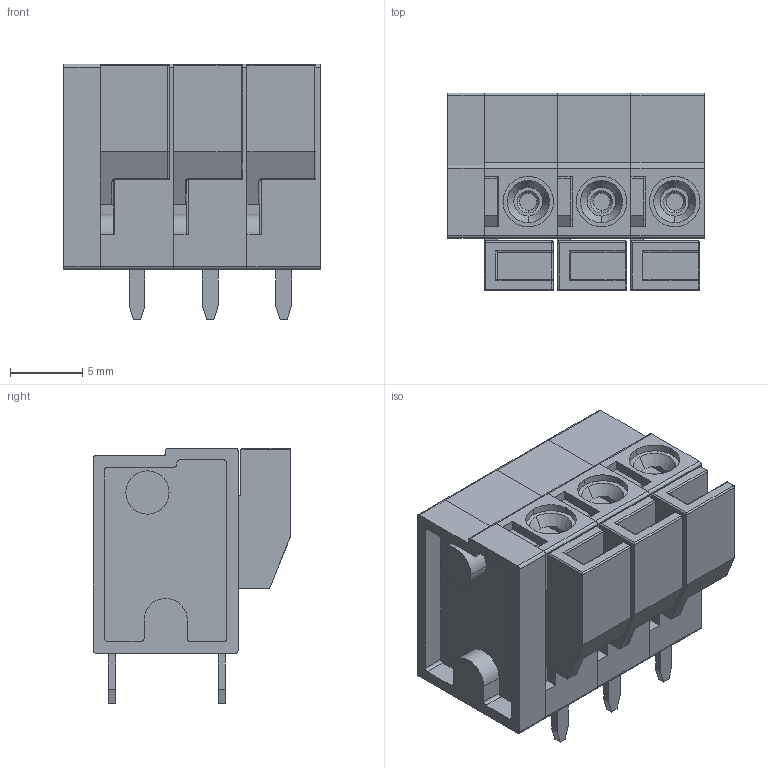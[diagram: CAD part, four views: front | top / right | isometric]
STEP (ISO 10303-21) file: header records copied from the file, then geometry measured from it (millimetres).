
FILE_DESCRIPTION (( 'STEP AP214' ), '1' );
FILE_NAME ('CONN-TH_3P-P5.08_KF142V-5.08-3P.step', '2022-07-29T16:54:25', ( '' ), ( '' ), 'SwSTEP 2.0', 'SolidWorks 2020', '' );
FILE_SCHEMA (( 'AUTOMOTIVE_DESIGN' ));
Length unit declared in the file: millimetre
Products named in the file (1): CONN-TH_3P-P5.08_KF142V-5.08-3P
Bounding box: 17.78 x 13.7 x 17.7 mm (x, y, z)
Volume: 2175.3 mm3; surface area: 3662.7 mm2
Topology: 17 solids, 17 shells, 793 faces, 2109 edges, 1356 vertices
Faces by surface type: plane 472, bspline 149, cylinder 127, sphere 18, torus 15, cone 12
Entity records: 33975 total; most frequent: CARTESIAN_POINT 8033, ORIENTED_EDGE 4182, DIRECTION 3306, EDGE_CURVE 2091, VECTOR 1496, LINE 1496, VERTEX_POINT 1356, AXIS2_PLACEMENT_3D 905
